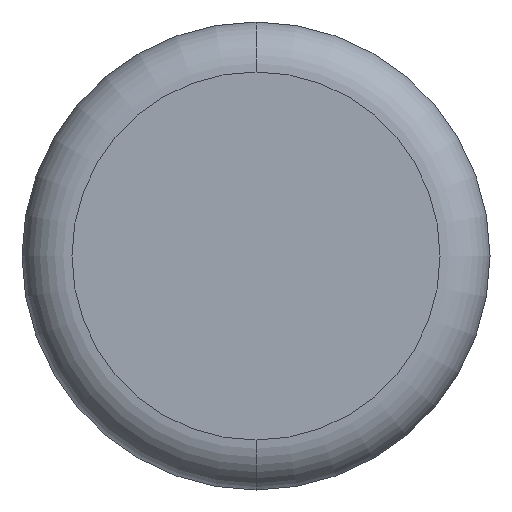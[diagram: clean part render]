
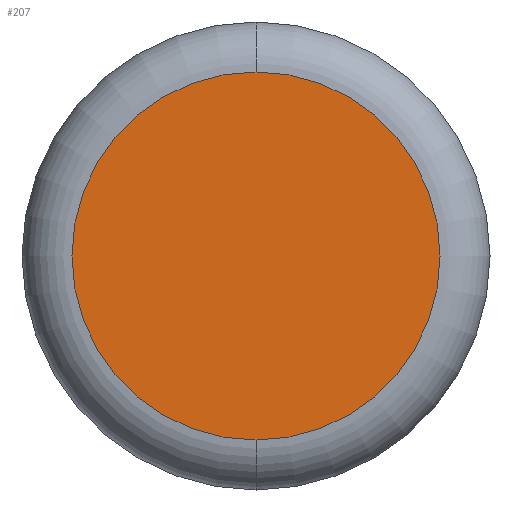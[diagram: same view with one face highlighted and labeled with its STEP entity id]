
A CAD part, front view. The second image highlights one B-rep face of the part: STEP entity #207.
In plain terms, the highlighted planar face has unit normal (0, -1, 0).
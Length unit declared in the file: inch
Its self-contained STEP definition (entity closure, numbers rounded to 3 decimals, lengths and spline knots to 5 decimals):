
#3 = CARTESIAN_POINT ( 'NONE',  ( 0., 0., -0.1475 ) ) ;
#7 = EDGE_CURVE ( 'NONE', #71, #176, #39, .T. ) ;
#32 = FACE_OUTER_BOUND ( 'NONE', #352, .T. ) ;
#39 = CIRCLE ( 'NONE', #58, 0.1475 ) ;
#43 = EDGE_CURVE ( 'NONE', #176, #71, #345, .T. ) ;
#58 = AXIS2_PLACEMENT_3D ( 'NONE', #250, #351, #124 ) ;
#61 = CARTESIAN_POINT ( 'NONE',  ( 0., 0., 0. ) ) ;
#71 = VERTEX_POINT ( 'NONE', #3 ) ;
#88 = PLANE ( 'NONE',  #234 ) ;
#118 = DIRECTION ( 'NONE',  ( 0., -1., 0. ) ) ;
#124 = DIRECTION ( 'NONE',  ( 0., 0., -1. ) ) ;
#133 = AXIS2_PLACEMENT_3D ( 'NONE', #61, #118, #298 ) ;
#176 = VERTEX_POINT ( 'NONE', #322 ) ;
#207 = ADVANCED_FACE ( 'NONE', ( #32 ), #88, .T. ) ;
#217 = ORIENTED_EDGE ( 'NONE', *, *, #7, .T. ) ;
#234 = AXIS2_PLACEMENT_3D ( 'NONE', #291, #323, #357 ) ;
#250 = CARTESIAN_POINT ( 'NONE',  ( 0., 0., 0. ) ) ;
#291 = CARTESIAN_POINT ( 'NONE',  ( 0., 0., 0. ) ) ;
#298 = DIRECTION ( 'NONE',  ( 0., 0., -1. ) ) ;
#316 = ORIENTED_EDGE ( 'NONE', *, *, #43, .T. ) ;
#322 = CARTESIAN_POINT ( 'NONE',  ( 0., 0., 0.1475 ) ) ;
#323 = DIRECTION ( 'NONE',  ( 0., -1., 0. ) ) ;
#345 = CIRCLE ( 'NONE', #133, 0.1475 ) ;
#351 = DIRECTION ( 'NONE',  ( 0., -1., 0. ) ) ;
#352 = EDGE_LOOP ( 'NONE', ( #217, #316 ) ) ;
#357 = DIRECTION ( 'NONE',  ( 0., 0., -1. ) ) ;
